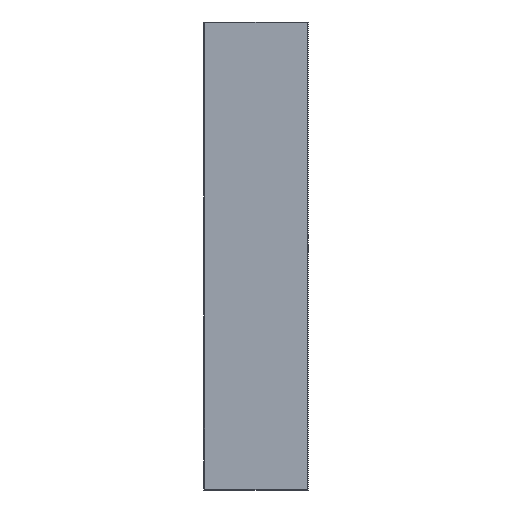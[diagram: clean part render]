
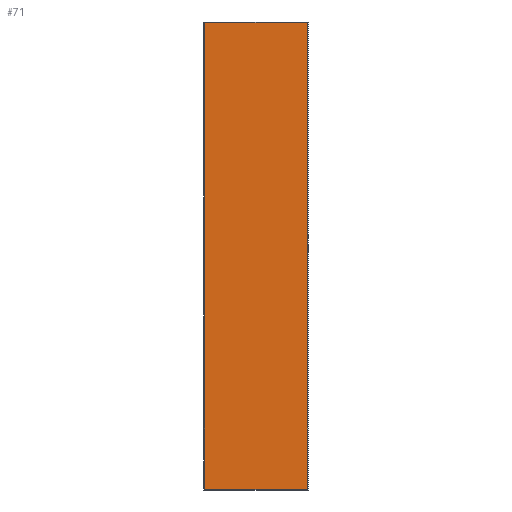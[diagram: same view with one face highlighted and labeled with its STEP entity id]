
A CAD part, top view. The second image highlights one B-rep face of the part: STEP entity #71.
In plain terms, the highlighted planar face has unit normal (0, 0, 1).
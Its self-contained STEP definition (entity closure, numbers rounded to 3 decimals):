
#24 = ORIENTED_EDGE ( 'NONE', *, *, #461, .T. ) ;
#26 = ORIENTED_EDGE ( 'NONE', *, *, #449, .T. ) ;
#32 = ORIENTED_EDGE ( 'NONE', *, *, #468, .T. ) ;
#54 = CARTESIAN_POINT ( 'NONE',  ( -5.991, 68.858, 0.8 ) ) ;
#64 = CARTESIAN_POINT ( 'NONE',  ( -5.991, 2.242, 0.8 ) ) ;
#71 = ADVANCED_FACE ( 'NONE', ( #602 ), #220, .T. ) ;
#85 = ORIENTED_EDGE ( 'NONE', *, *, #472, .T. ) ;
#97 = CARTESIAN_POINT ( 'NONE',  ( -20.609, 2.242, 0.8 ) ) ;
#116 = DIRECTION ( 'NONE',  ( 1., 0., 0. ) ) ;
#124 = DIRECTION ( 'NONE',  ( 0., 0., 1. ) ) ;
#157 = CARTESIAN_POINT ( 'NONE',  ( -20.75, 7.05, 0.8 ) ) ;
#220 = PLANE ( 'NONE',  #713 ) ;
#221 = DIRECTION ( 'NONE',  ( -1., 0., 0. ) ) ;
#229 = DIRECTION ( 'NONE',  ( 0., 1., 0. ) ) ;
#234 = DIRECTION ( 'NONE',  ( 1., 0., 0. ) ) ;
#244 = CARTESIAN_POINT ( 'NONE',  ( -20.75, 68.858, 0.8 ) ) ;
#245 = CARTESIAN_POINT ( 'NONE',  ( -5.991, 56.509, 0.8 ) ) ;
#249 = CARTESIAN_POINT ( 'NONE',  ( -20.609, 68.858, 0.8 ) ) ;
#252 = LINE ( 'NONE', #244, #282 ) ;
#255 = LINE ( 'NONE', #256, #257 ) ;
#256 = CARTESIAN_POINT ( 'NONE',  ( -20.609, 56.509, 0.8 ) ) ;
#257 = VECTOR ( 'NONE', #260, 1000. ) ;
#260 = DIRECTION ( 'NONE',  ( 0., -1., 0. ) ) ;
#263 = CARTESIAN_POINT ( 'NONE',  ( -5.85, 2.242, 0.8 ) ) ;
#282 = VECTOR ( 'NONE', #221, 1000. ) ;
#304 = VECTOR ( 'NONE', #229, 1000. ) ;
#319 = LINE ( 'NONE', #245, #304 ) ;
#364 = LINE ( 'NONE', #263, #367 ) ;
#367 = VECTOR ( 'NONE', #234, 1000. ) ;
#449 = EDGE_CURVE ( 'NONE', #452, #739, #255, .T. ) ;
#452 = VERTEX_POINT ( 'NONE', #249 ) ;
#461 = EDGE_CURVE ( 'NONE', #739, #772, #364, .T. ) ;
#468 = EDGE_CURVE ( 'NONE', #772, #776, #319, .T. ) ;
#472 = EDGE_CURVE ( 'NONE', #776, #452, #252, .T. ) ;
#602 = FACE_OUTER_BOUND ( 'NONE', #658, .T. ) ;
#658 = EDGE_LOOP ( 'NONE', ( #26, #24, #32, #85 ) ) ;
#713 = AXIS2_PLACEMENT_3D ( 'NONE', #157, #124, #116 ) ;
#739 = VERTEX_POINT ( 'NONE', #97 ) ;
#772 = VERTEX_POINT ( 'NONE', #64 ) ;
#776 = VERTEX_POINT ( 'NONE', #54 ) ;
